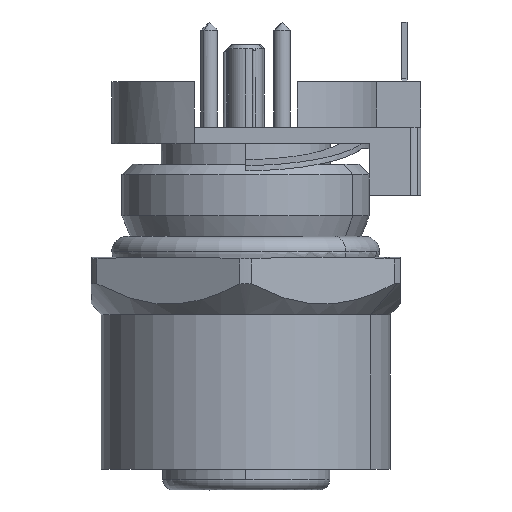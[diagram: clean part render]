
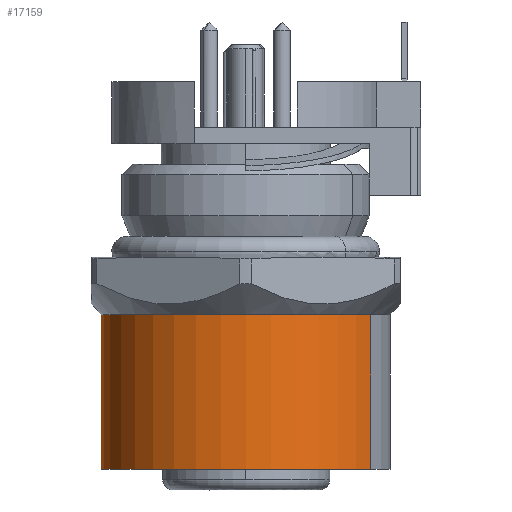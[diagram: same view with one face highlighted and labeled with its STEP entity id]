
A CAD part, left-side view. The second image highlights one B-rep face of the part: STEP entity #17159.
In plain terms, the highlighted cylindrical face has radius 7 mm (diameter 14 mm), a partial arc.
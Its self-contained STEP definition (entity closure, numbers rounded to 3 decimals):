
#17048=AXIS2_PLACEMENT_3D('Circle Axis2P3D',#17046,#17047,$) ;
#17146=AXIS2_PLACEMENT_3D('Cylinder Axis2P3D',#17143,#17144,#17145) ;
#17150=AXIS2_PLACEMENT_3D('Circle Axis2P3D',#17148,#17149,$) ;
#17041=CARTESIAN_POINT('Vertex',(11.995,14.562,8.5)) ;
#17043=CARTESIAN_POINT('Vertex',(4.995,2.438,8.5)) ;
#17046=CARTESIAN_POINT('Axis2P3D Location',(8.495,8.5,8.5)) ;
#17116=CARTESIAN_POINT('Line Origine',(11.995,14.562,4.75)) ;
#17120=CARTESIAN_POINT('Vertex',(11.995,14.562,1.)) ;
#17123=CARTESIAN_POINT('Line Origine',(4.995,2.438,4.75)) ;
#17127=CARTESIAN_POINT('Vertex',(4.995,2.438,1.)) ;
#17143=CARTESIAN_POINT('Axis2P3D Location',(8.495,8.5,4.75)) ;
#17148=CARTESIAN_POINT('Axis2P3D Location',(8.495,8.5,1.)) ;
#17047=DIRECTION('Axis2P3D Direction',(0.,0.,-1.)) ;
#17117=DIRECTION('Vector Direction',(0.,0.,-1.)) ;
#17124=DIRECTION('Vector Direction',(0.,0.,-1.)) ;
#17144=DIRECTION('Axis2P3D Direction',(0.,0.,-1.)) ;
#17145=DIRECTION('Axis2P3D XDirection',(-0.5,-0.866,0.)) ;
#17149=DIRECTION('Axis2P3D Direction',(0.,0.,-1.)) ;
#17118=VECTOR('Line Direction',#17117,1.) ;
#17125=VECTOR('Line Direction',#17124,1.) ;
#17154=ORIENTED_EDGE('',*,*,#17129,.T.) ;
#17155=ORIENTED_EDGE('',*,*,#17050,.T.) ;
#17156=ORIENTED_EDGE('',*,*,#17122,.T.) ;
#17157=ORIENTED_EDGE('',*,*,#17152,.F.) ;
#17159=ADVANCED_FACE('V1',(#17158),#17147,.T.) ;
#17049=CIRCLE('generated circle',#17048,7.) ;
#17151=CIRCLE('generated circle',#17150,7.) ;
#17147=CYLINDRICAL_SURFACE('generated cylinder',#17146,7.) ;
#17050=EDGE_CURVE('',#17044,#17042,#17049,.T.) ;
#17122=EDGE_CURVE('',#17042,#17121,#17119,.T.) ;
#17129=EDGE_CURVE('',#17128,#17044,#17126,.F.) ;
#17152=EDGE_CURVE('',#17128,#17121,#17151,.T.) ;
#17153=EDGE_LOOP('',(#17154,#17155,#17156,#17157)) ;
#17158=FACE_OUTER_BOUND('',#17153,.T.) ;
#17119=LINE('Line',#17116,#17118) ;
#17126=LINE('Line',#17123,#17125) ;
#17042=VERTEX_POINT('',#17041) ;
#17044=VERTEX_POINT('',#17043) ;
#17121=VERTEX_POINT('',#17120) ;
#17128=VERTEX_POINT('',#17127) ;
